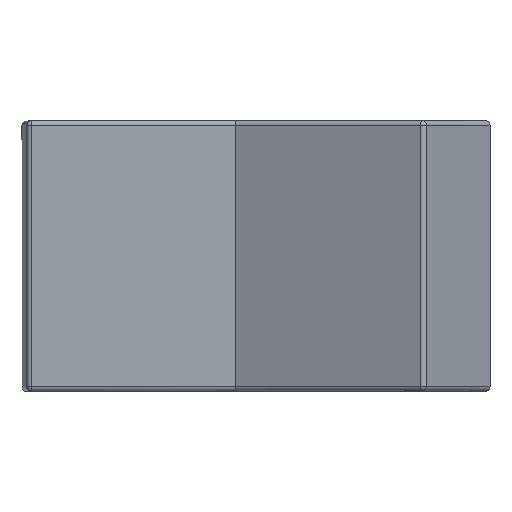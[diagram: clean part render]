
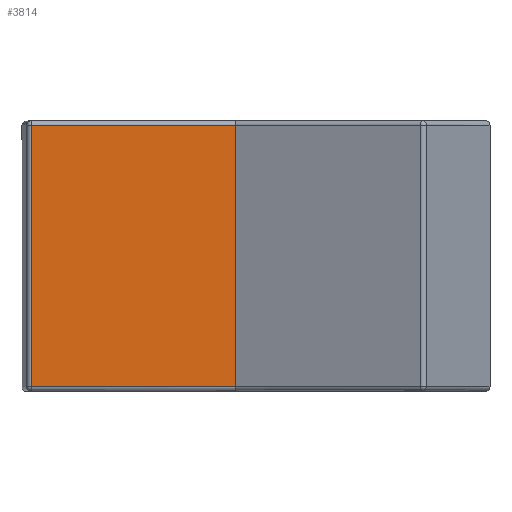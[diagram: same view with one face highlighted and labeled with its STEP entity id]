
A CAD part, top view. The second image highlights one B-rep face of the part: STEP entity #3814.
In plain terms, the highlighted planar face has unit normal (0, 0, 1).
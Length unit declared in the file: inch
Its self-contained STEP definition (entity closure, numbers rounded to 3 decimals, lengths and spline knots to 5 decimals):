
#344=FACE_OUTER_BOUND('',#582,.T.);
#582=EDGE_LOOP('',(#3106,#3107,#3108,#3109));
#843=LINE('',#6120,#1187);
#856=LINE('',#6171,#1200);
#858=LINE('',#6174,#1202);
#863=LINE('',#6188,#1207);
#1187=VECTOR('',#4813,0.3937);
#1200=VECTOR('',#4870,0.3937);
#1202=VECTOR('',#4874,0.3937);
#1207=VECTOR('',#4889,0.3937);
#1671=VERTEX_POINT('',#6112);
#1674=VERTEX_POINT('',#6119);
#1677=VERTEX_POINT('',#6126);
#1687=VERTEX_POINT('',#6155);
#2118=EDGE_CURVE('',#1674,#1671,#843,.T.);
#2144=EDGE_CURVE('',#1677,#1687,#856,.T.);
#2146=EDGE_CURVE('',#1671,#1677,#858,.T.);
#2153=EDGE_CURVE('',#1674,#1687,#863,.T.);
#3106=ORIENTED_EDGE('',*,*,#2118,.F.);
#3107=ORIENTED_EDGE('',*,*,#2153,.T.);
#3108=ORIENTED_EDGE('',*,*,#2144,.F.);
#3109=ORIENTED_EDGE('',*,*,#2146,.F.);
#3636=PLANE('',#4150);
#3814=ADVANCED_FACE('',(#344),#3636,.T.);
#4150=AXIS2_PLACEMENT_3D('',#6297,#4995,#4996);
#4813=DIRECTION('',(-1.,0.,0.));
#4870=DIRECTION('',(1.,0.,0.));
#4874=DIRECTION('',(0.,1.,0.));
#4889=DIRECTION('',(0.,1.,0.));
#4995=DIRECTION('center_axis',(0.,0.,
1.));
#4996=DIRECTION('ref_axis',(0.,1.,0.));
#6112=CARTESIAN_POINT('',(-0.50448,-0.2876,0.81377));
#6119=CARTESIAN_POINT('',(-0.0549,-0.2876,0.81377));
#6120=CARTESIAN_POINT('',(-0.04337,-0.2876,0.81377));
#6126=CARTESIAN_POINT('',(-0.50448,0.2876,0.81377));
#6155=CARTESIAN_POINT('',(-0.0549,0.2876,0.81377));
#6171=CARTESIAN_POINT('',(-0.04337,0.2876,0.81377));
#6174=CARTESIAN_POINT('',(-0.50448,0.,0.81377));
#6188=CARTESIAN_POINT('',(-0.0549,0.,0.81377));
#6297=CARTESIAN_POINT('Origin',(-0.0549,0.,
0.81377));
